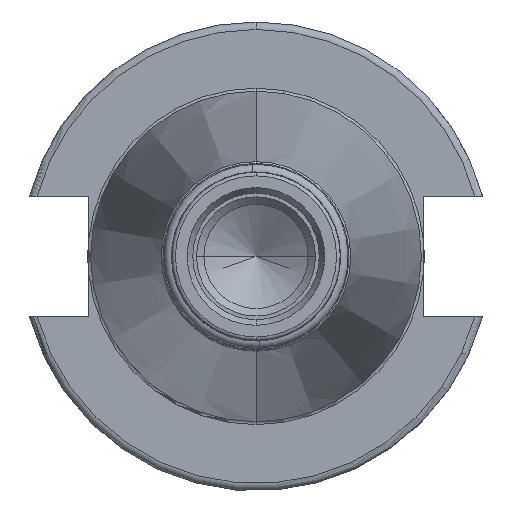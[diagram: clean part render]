
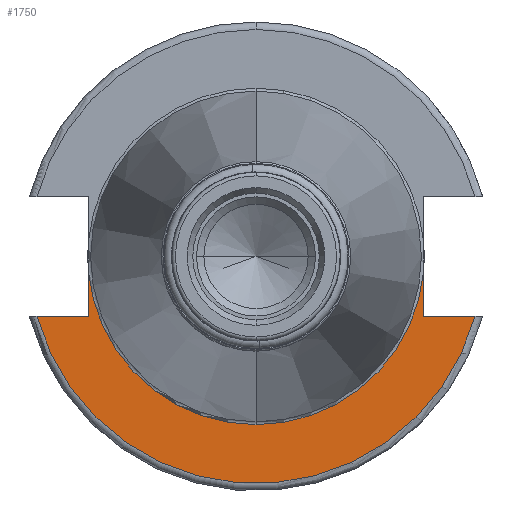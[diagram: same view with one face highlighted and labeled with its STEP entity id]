
A CAD part, left-side view. The second image highlights one B-rep face of the part: STEP entity #1750.
In plain terms, the highlighted planar face has unit normal (-1, 0, 0).
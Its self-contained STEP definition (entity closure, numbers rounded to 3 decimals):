
#1385 = VERTEX_POINT ( 'NONE', #4810 ) ;
#1386 = VERTEX_POINT ( 'NONE', #4855 ) ;
#1398 = EDGE_CURVE ( 'NONE', #1386, #1385, #4761, .T. ) ;
#1413 = EDGE_CURVE ( 'NONE', #1765, #1700, #4916, .T. ) ;
#1700 = VERTEX_POINT ( 'NONE', #3175 ) ;
#1718 = ORIENTED_EDGE ( 'NONE', *, *, #1737, .F. ) ;
#1737 = EDGE_CURVE ( 'NONE', #1738, #1760, #3278, .T. ) ;
#1738 = VERTEX_POINT ( 'NONE', #3287 ) ;
#1739 = ORIENTED_EDGE ( 'NONE', *, *, #1740, .T. ) ;
#1740 = EDGE_CURVE ( 'NONE', #1738, #1386, #3286, .T. ) ;
#1741 = ORIENTED_EDGE ( 'NONE', *, *, #1398, .T. ) ;
#1750 = ADVANCED_FACE ( 'NONE', ( #3301 ), #3319, .T. ) ;
#1751 = EDGE_LOOP ( 'NONE', ( #1752, #1755, #1757, #1758, #1718, #1739, #1741 ) ) ;
#1752 = ORIENTED_EDGE ( 'NONE', *, *, #1753, .F. ) ;
#1753 = EDGE_CURVE ( 'NONE', #1754, #1385, #3315, .T. ) ;
#1754 = VERTEX_POINT ( 'NONE', #3300 ) ;
#1755 = ORIENTED_EDGE ( 'NONE', *, *, #1756, .F. ) ;
#1756 = EDGE_CURVE ( 'NONE', #1700, #1754, #3307, .T. ) ;
#1757 = ORIENTED_EDGE ( 'NONE', *, *, #1413, .F. ) ;
#1758 = ORIENTED_EDGE ( 'NONE', *, *, #1759, .F. ) ;
#1759 = EDGE_CURVE ( 'NONE', #1760, #1765, #3303, .T. ) ;
#1760 = VERTEX_POINT ( 'NONE', #3297 ) ;
#1765 = VERTEX_POINT ( 'NONE', #3310 ) ;
#3175 = CARTESIAN_POINT ( 'NONE',  ( 25., 29.418, -8.05 ) ) ;
#3275 = DIRECTION ( 'NONE',  ( 0., 0., -1. ) ) ;
#3276 = VECTOR ( 'NONE', #3275, 1000. ) ;
#3277 = CARTESIAN_POINT ( 'NONE',  ( 25., -22.5, 30.5 ) ) ;
#3278 = LINE ( 'NONE', #3277, #3276 ) ;
#3279 = AXIS2_PLACEMENT_3D ( 'NONE', #3291, #3290, #3289 ) ;
#3286 = CIRCLE ( 'NONE', #3279, 22.6 ) ;
#3287 = CARTESIAN_POINT ( 'NONE',  ( 25., -22.5, -2.124 ) ) ;
#3289 = DIRECTION ( 'NONE',  ( 0., 0., 1. ) ) ;
#3290 = DIRECTION ( 'NONE',  ( 1., 0., 0. ) ) ;
#3291 = CARTESIAN_POINT ( 'NONE',  ( 25., 0., 0. ) ) ;
#3297 = CARTESIAN_POINT ( 'NONE',  ( 25., -22.5, -8.05 ) ) ;
#3298 = DIRECTION ( 'NONE',  ( 0., -1., 0. ) ) ;
#3299 = VECTOR ( 'NONE', #3298, 1000. ) ;
#3300 = CARTESIAN_POINT ( 'NONE',  ( 25., 22.5, -8.05 ) ) ;
#3301 = FACE_OUTER_BOUND ( 'NONE', #1751, .T. ) ;
#3302 = CARTESIAN_POINT ( 'NONE',  ( 25., -22.5, -8.05 ) ) ;
#3303 = LINE ( 'NONE', #3302, #3299 ) ;
#3304 = DIRECTION ( 'NONE',  ( 0., 0., -1. ) ) ;
#3305 = DIRECTION ( 'NONE',  ( -1., 0., 0. ) ) ;
#3306 = CARTESIAN_POINT ( 'NONE',  ( 25., 0., 30.5 ) ) ;
#3307 = LINE ( 'NONE', #3318, #3317 ) ;
#3310 = CARTESIAN_POINT ( 'NONE',  ( 25., -29.418, -8.05 ) ) ;
#3311 = DIRECTION ( 'NONE',  ( 0., 0., 1. ) ) ;
#3312 = VECTOR ( 'NONE', #3311, 1000. ) ;
#3313 = CARTESIAN_POINT ( 'NONE',  ( 25., 22.5, -8.05 ) ) ;
#3315 = LINE ( 'NONE', #3313, #3312 ) ;
#3316 = DIRECTION ( 'NONE',  ( 0., -1., 0. ) ) ;
#3317 = VECTOR ( 'NONE', #3316, 1000. ) ;
#3318 = CARTESIAN_POINT ( 'NONE',  ( 25., 22.5, -8.05 ) ) ;
#3319 = PLANE ( 'NONE',  #3321 ) ;
#3321 = AXIS2_PLACEMENT_3D ( 'NONE', #3306, #3305, #3304 ) ;
#4748 = DIRECTION ( 'NONE',  ( 0., 0., 1. ) ) ;
#4749 = DIRECTION ( 'NONE',  ( 1., 0., 0. ) ) ;
#4750 = CARTESIAN_POINT ( 'NONE',  ( 25., 0., 0. ) ) ;
#4751 = AXIS2_PLACEMENT_3D ( 'NONE', #4750, #4749, #4748 ) ;
#4761 = CIRCLE ( 'NONE', #4751, 22.6 ) ;
#4810 = CARTESIAN_POINT ( 'NONE',  ( 25., 22.5, -2.124 ) ) ;
#4855 = CARTESIAN_POINT ( 'NONE',  ( 25., 0., -22.6 ) ) ;
#4912 = DIRECTION ( 'NONE',  ( 0., 0., 1. ) ) ;
#4913 = DIRECTION ( 'NONE',  ( 1., 0., 0. ) ) ;
#4914 = CARTESIAN_POINT ( 'NONE',  ( 25., 0., 0. ) ) ;
#4915 = AXIS2_PLACEMENT_3D ( 'NONE', #4914, #4913, #4912 ) ;
#4916 = CIRCLE ( 'NONE', #4915, 30.5 ) ;
